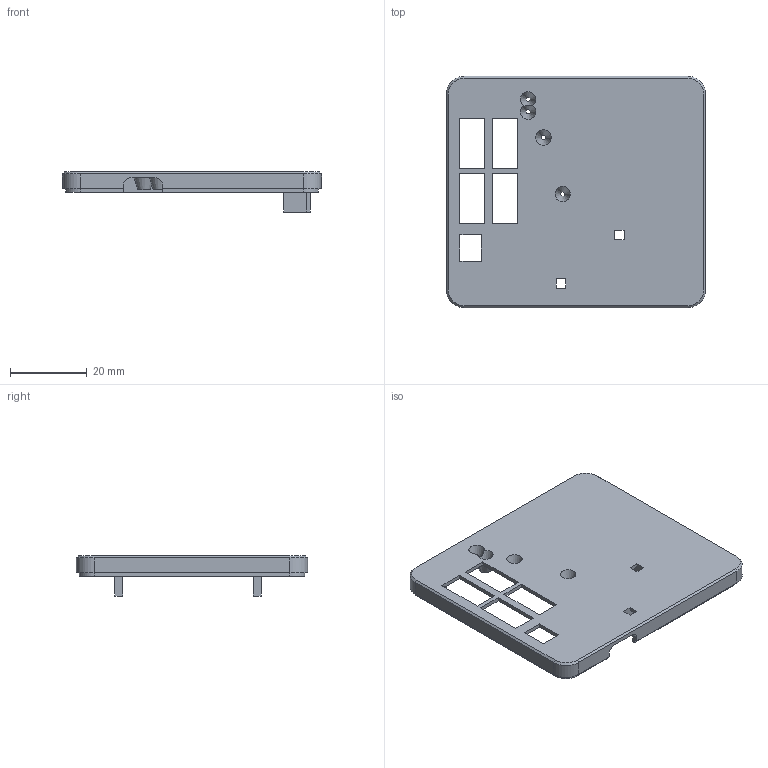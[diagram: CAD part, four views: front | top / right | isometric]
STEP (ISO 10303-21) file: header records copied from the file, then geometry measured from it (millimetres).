
FILE_DESCRIPTION(/* description */ (''),/* implementation_level */ '2;1');
FILE_NAME(/* name */ 'case_type3_top.step',/* time_stamp */ '2025-11-05T01:40:13+09:00',/* author */ (''),/* organization */ (''),/* preprocessor_version */ 'ST-DEVELOPER v20.1',/* originating_system */ 'Autodesk Translation Framework v14.17.0.0',/* authorisation */ '');
FILE_SCHEMA (('AUTOMOTIVE_DESIGN { 1 0 10303 214 3 1 1 }'));
Length unit declared in the file: millimetre
Products named in the file (1): case_type3
Bounding box: 67.3 x 60.1 x 10.4 mm (x, y, z)
Volume: 5962.4 mm3; surface area: 10954.9 mm2
Topology: 1 solids, 1 shells, 172 faces, 443 edges, 286 vertices
Faces by surface type: plane 118, cylinder 34, cone 20
Full cylindrical faces by diameter (mm): 3 x1, 3.2 x5, 6 x6
Entity records: 5299 total; most frequent: CARTESIAN_POINT 955, DIRECTION 888, ORIENTED_EDGE 886, EDGE_CURVE 443, LINE 328, VECTOR 328, VERTEX_POINT 286, AXIS2_PLACEMENT_3D 280
